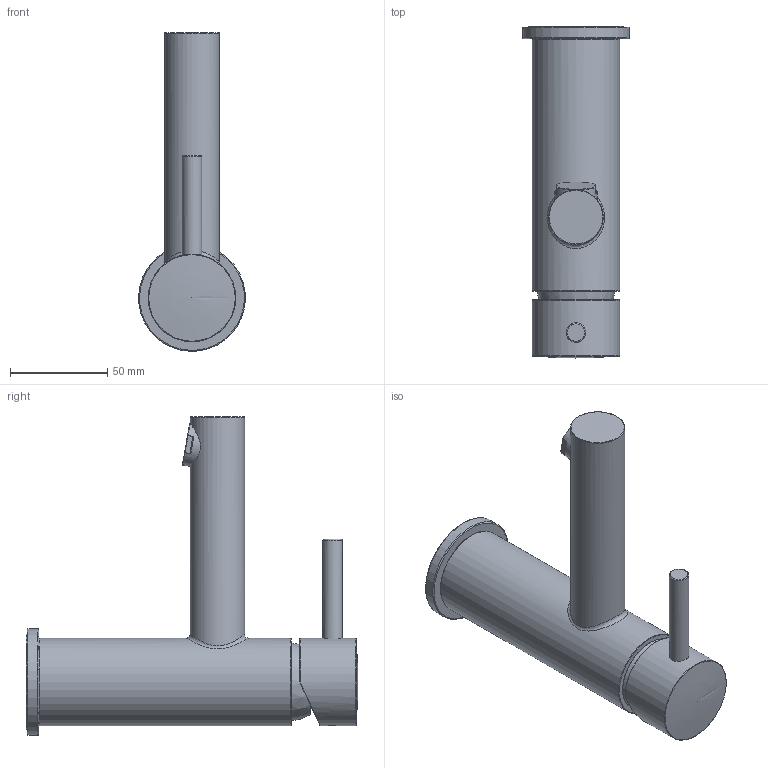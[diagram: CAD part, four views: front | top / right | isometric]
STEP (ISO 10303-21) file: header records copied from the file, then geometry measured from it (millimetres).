
FILE_DESCRIPTION(/* description */ (''),/* implementation_level */ '2;1');
FILE_NAME(/* name */ 'GS01 3D.stp',/* time_stamp */ '2017-01-04T16:44:25-05:00',/* author */ ('simonb'),/* organization */ (''),/* preprocessor_version */ 'ST-DEVELOPER v15.6',/* originating_system */ 'Autodesk Inventor 2015',/* authorisation */ '');
FILE_SCHEMA (('AUTOMOTIVE_DESIGN { 1 0 10303 214 3 1 1 }'));
Length unit declared in the file: millimetre
Products named in the file (1): GS01_Shrinkwrap_1
Bounding box: 54.97 x 170.8 x 163.98 mm (x, y, z)
Volume: 314659.3 mm3; surface area: 50009.4 mm2
Topology: 1 solids, 1 shells, 183 faces, 428 edges, 246 vertices
Faces by surface type: cylinder 57, plane 46, bspline 41, torus 23, sphere 15, cone 1
Full cylindrical faces by diameter (mm): 10 x1, 21.9 x1, 28 x1, 32.8 x1, 36.5 x1, 43 x1, 45 x2, 49 x1, 55 x1
Entity records: 8164 total; most frequent: CARTESIAN_POINT 4152, ORIENTED_EDGE 770, DIRECTION 762, EDGE_CURVE 385, AXIS2_PLACEMENT_3D 316, VERTEX_POINT 238, EDGE_LOOP 217, STYLED_ITEM 184
